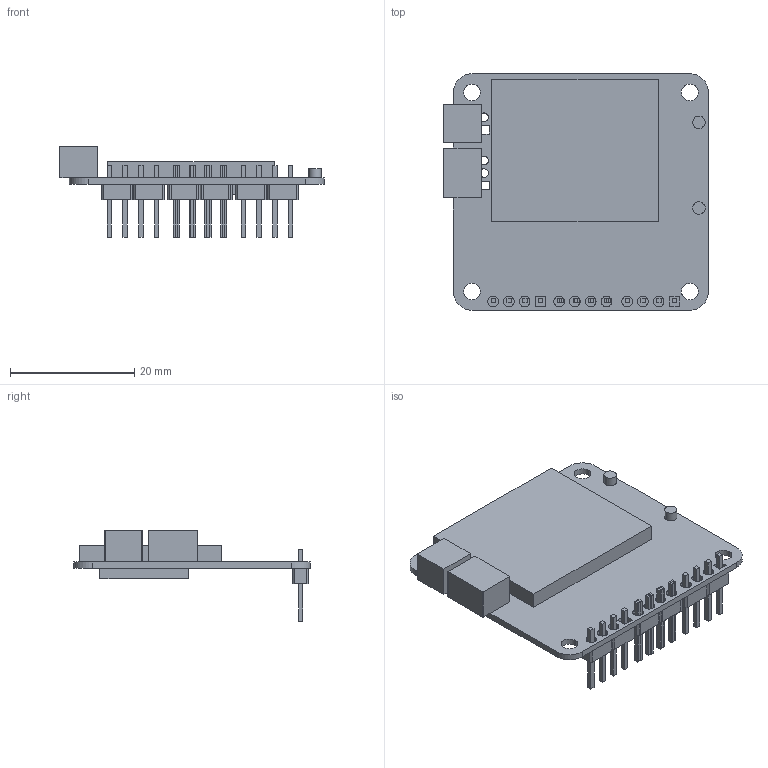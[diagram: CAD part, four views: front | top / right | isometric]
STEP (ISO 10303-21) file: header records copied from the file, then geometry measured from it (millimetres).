
FILE_DESCRIPTION (( 'STEP AP203' ), '1' );
FILE_NAME ('iTracker_BG96_V30-3D.STEP', '2018-06-19T06:55:58', ( '' ), ( '' ), 'SwSTEP 2.0', 'SolidWorks 2015', '' );
FILE_SCHEMA (( 'CONFIG_CONTROL_DESIGN' ));
Length unit declared in the file: millimetre
Products named in the file (3): 2pin; 錨璃1; iTracker_BG96_V30-3D
Assembly tree (9 placements, depth 2):
  iTracker_BG96_V30-3D
    錨璃1
    2pin  x8
Bounding box: 42.58 x 38 x 14.5 mm (x, y, z)
Volume: 4164.8 mm3; surface area: 4830.4 mm2
Topology: 9 solids, 9 shells, 341 faces, 862 edges, 570 vertices
Faces by surface type: plane 291, cylinder 50
Entity records: 4759 total; most frequent: DIRECTION 750, CARTESIAN_POINT 735, ORIENTED_EDGE 716, EDGE_CURVE 358, VECTOR 252, LINE 252, AXIS2_PLACEMENT_3D 249, VERTEX_POINT 234
